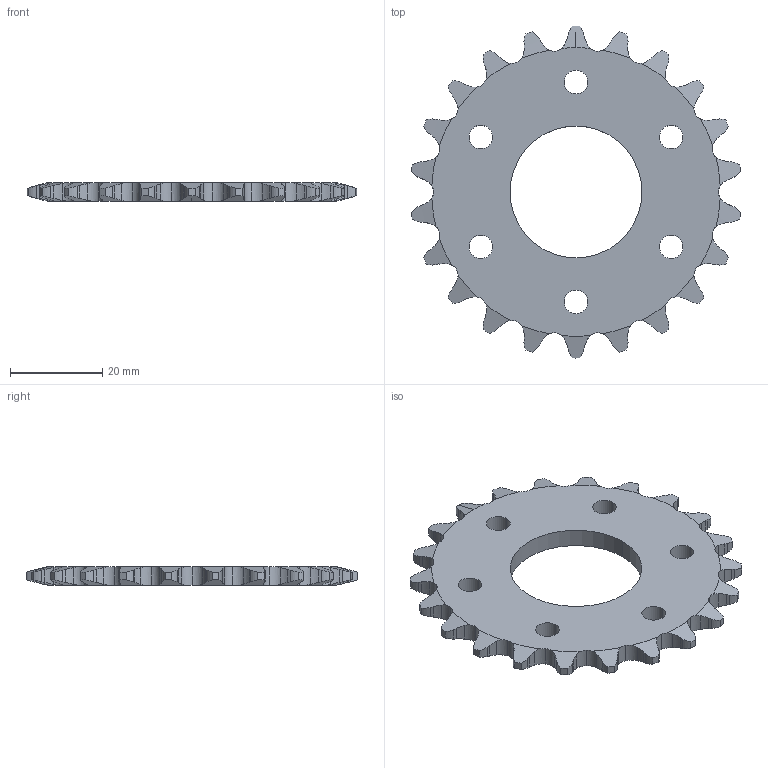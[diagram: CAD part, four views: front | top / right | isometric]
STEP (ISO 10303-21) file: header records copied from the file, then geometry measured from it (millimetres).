
FILE_DESCRIPTION (( 'STEP AP214' ), '1' );
FILE_NAME ('am-0216 s35-22L.STEP', '2018-03-05T21:56:21', ( '' ), ( '' ), 'SwSTEP 2.0', 'SolidWorks 2017', '' );
FILE_SCHEMA (( 'AUTOMOTIVE_DESIGN' ));
Length unit declared in the file: inch
Products named in the file (1): am-0216 s35-22L
Bounding box: 71.43 x 71.96 x 4.06 mm (x, y, z)
Volume: 10508 mm3; surface area: 7148.8 mm2
Topology: 1 solids, 1 shells, 260 faces, 774 edges, 516 vertices
Faces by surface type: cylinder 168, cone 46, plane 46
Entity records: 9518 total; most frequent: CARTESIAN_POINT 2959, ORIENTED_EDGE 1548, DIRECTION 1152, EDGE_CURVE 774, VERTEX_POINT 516, AXIS2_PLACEMENT_3D 469, B_SPLINE_CURVE_WITH_KNOTS 352, EDGE_LOOP 274
